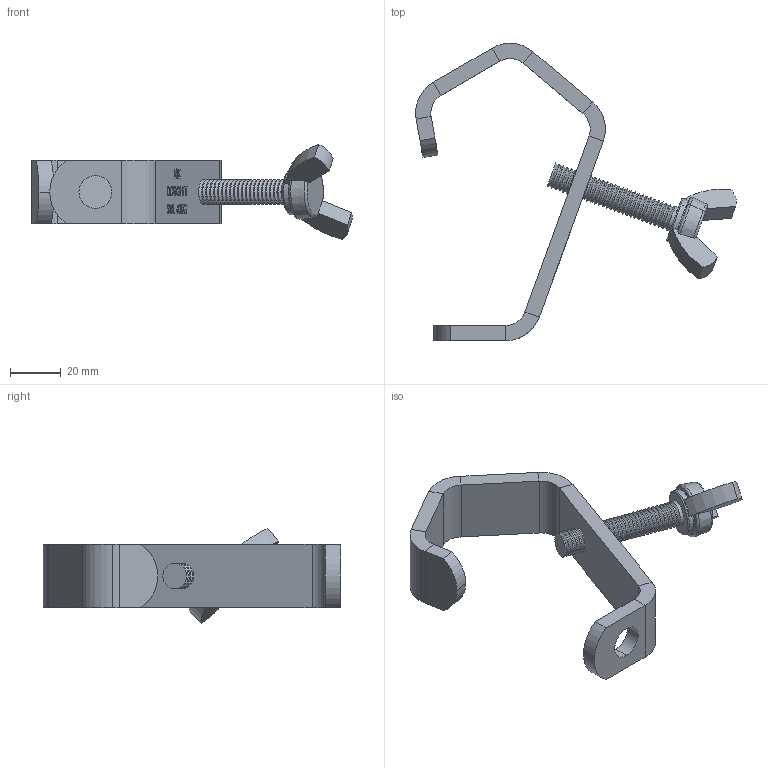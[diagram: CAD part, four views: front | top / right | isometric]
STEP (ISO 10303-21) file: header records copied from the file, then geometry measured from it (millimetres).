
FILE_DESCRIPTION (( 'STEP AP203' ), '1' );
FILE_NAME ('T21100.STEP', '2018-07-16T13:32:57', ( '' ), ( '' ), 'SwSTEP 2.0', 'SolidWorks 2016', '' );
FILE_SCHEMA (( 'CONFIG_CONTROL_DESIGN' ));
Length unit declared in the file: millimetre
Products named in the file (3): T21100; F980; TH227
Assembly tree (2 placements, depth 2):
  T21100
    TH227
    F980
Bounding box: 126.4 x 117.14 x 37.48 mm (x, y, z)
Volume: 41459 mm3; surface area: 18723.4 mm2
Topology: 2 solids, 2 shells, 408 faces, 986 edges, 605 vertices
Faces by surface type: plane 176, cone 123, bspline 73, cylinder 25, torus 11
Entity records: 16793 total; most frequent: CARTESIAN_POINT 7411, ORIENTED_EDGE 1972, DIRECTION 1692, EDGE_CURVE 986, VECTOR 624, LINE 624, VERTEX_POINT 605, AXIS2_PLACEMENT_3D 534
